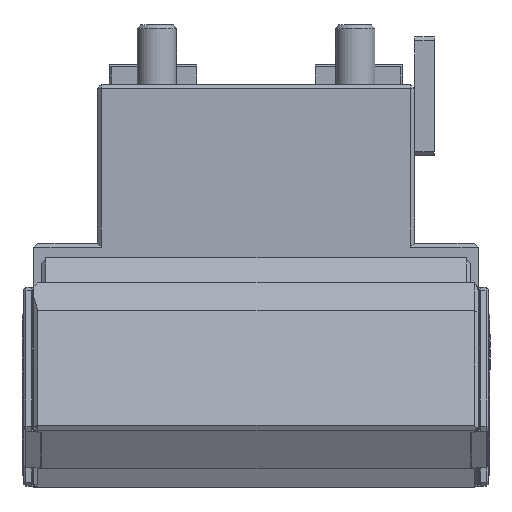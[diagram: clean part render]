
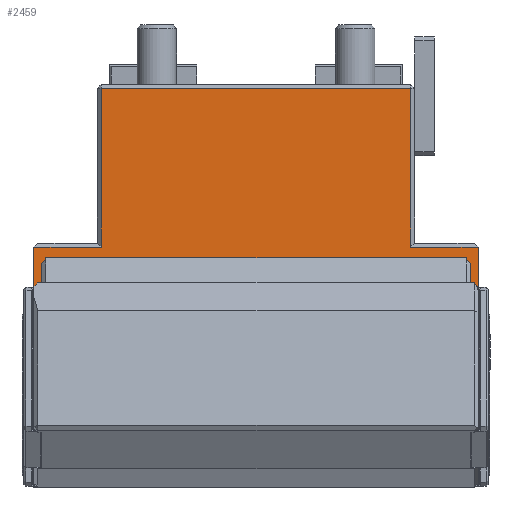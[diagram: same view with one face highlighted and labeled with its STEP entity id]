
A CAD part, front view. The second image highlights one B-rep face of the part: STEP entity #2459.
In plain terms, the highlighted planar face has unit normal (0, -1, 0).
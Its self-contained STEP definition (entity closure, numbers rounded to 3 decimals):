
#580=LINE('',#13299,#1410);
#585=LINE('',#13314,#1415);
#586=LINE('',#13316,#1416);
#593=LINE('',#13331,#1423);
#595=LINE('',#13337,#1425);
#597=LINE('',#13341,#1427);
#598=LINE('',#13343,#1428);
#661=LINE('',#13492,#1491);
#670=LINE('',#13518,#1500);
#696=LINE('',#13620,#1526);
#708=LINE('',#13646,#1538);
#809=LINE('',#13980,#1639);
#810=LINE('',#13982,#1640);
#811=LINE('',#13984,#1641);
#1410=VECTOR('',#9982,1.);
#1415=VECTOR('',#9999,1.);
#1416=VECTOR('',#10002,1.);
#1423=VECTOR('',#10015,1.);
#1425=VECTOR('',#10021,1.);
#1427=VECTOR('',#10025,1.);
#1428=VECTOR('',#10028,1.);
#1491=VECTOR('',#10155,1.);
#1500=VECTOR('',#10178,1.);
#1526=VECTOR('',#10274,1.);
#1538=VECTOR('',#10302,1.);
#1639=VECTOR('',#10635,1.);
#1640=VECTOR('',#10638,1.);
#1641=VECTOR('',#10639,1.);
#2459=ADVANCED_FACE('',(#3203),#2841,.F.);
#2841=PLANE('',#8792);
#3203=FACE_OUTER_BOUND('',#3666,.T.);
#3666=EDGE_LOOP('',(#5493,#5494,#5495,#5496,#5497,#5498,#5499,#5500,#5501,
#5502,#5503,#5504,#5505,#5506));
#5493=ORIENTED_EDGE('',*,*,#7523,.T.);
#5494=ORIENTED_EDGE('',*,*,#7521,.T.);
#5495=ORIENTED_EDGE('',*,*,#7675,.T.);
#5496=ORIENTED_EDGE('',*,*,#7840,.F.);
#5497=ORIENTED_EDGE('',*,*,#7841,.F.);
#5498=ORIENTED_EDGE('',*,*,#7842,.T.);
#5499=ORIENTED_EDGE('',*,*,#7524,.F.);
#5500=ORIENTED_EDGE('',*,*,#7609,.T.);
#5501=ORIENTED_EDGE('',*,*,#7661,.F.);
#5502=ORIENTED_EDGE('',*,*,#7597,.T.);
#5503=ORIENTED_EDGE('',*,*,#7518,.T.);
#5504=ORIENTED_EDGE('',*,*,#7509,.T.);
#5505=ORIENTED_EDGE('',*,*,#7508,.T.);
#5506=ORIENTED_EDGE('',*,*,#7501,.T.);
#6436=VERTEX_POINT('',#12869);
#6509=VERTEX_POINT('',#13107);
#6511=VERTEX_POINT('',#13113);
#6539=VERTEX_POINT('',#13208);
#6574=VERTEX_POINT('',#13313);
#6580=VERTEX_POINT('',#13332);
#6582=VERTEX_POINT('',#13338);
#6583=VERTEX_POINT('',#13344);
#6584=VERTEX_POINT('',#13345);
#6637=VERTEX_POINT('',#13493);
#6647=VERTEX_POINT('',#13519);
#6685=VERTEX_POINT('',#13645);
#6786=VERTEX_POINT('',#13979);
#6787=VERTEX_POINT('',#13983);
#7501=EDGE_CURVE('',#6509,#6511,#580,.T.);
#7508=EDGE_CURVE('',#6574,#6509,#585,.T.);
#7509=EDGE_CURVE('',#6436,#6574,#586,.T.);
#7518=EDGE_CURVE('',#6580,#6436,#593,.T.);
#7521=EDGE_CURVE('',#6582,#6539,#595,.T.);
#7523=EDGE_CURVE('',#6511,#6582,#597,.T.);
#7524=EDGE_CURVE('',#6583,#6584,#598,.T.);
#7597=EDGE_CURVE('',#6637,#6580,#661,.T.);
#7609=EDGE_CURVE('',#6583,#6647,#670,.T.);
#7661=EDGE_CURVE('',#6637,#6647,#696,.T.);
#7675=EDGE_CURVE('',#6539,#6685,#708,.T.);
#7840=EDGE_CURVE('',#6786,#6685,#809,.T.);
#7841=EDGE_CURVE('',#6787,#6786,#810,.T.);
#7842=EDGE_CURVE('',#6787,#6584,#811,.T.);
#8792=AXIS2_PLACEMENT_3D('',#13985,#10640,#10641);
#9982=DIRECTION('',(-1.,0.,0.));
#9999=DIRECTION('',(0.,0.,1.));
#10002=DIRECTION('',(-1.,0.,0.));
#10015=DIRECTION('',(0.,0.,1.));
#10021=DIRECTION('',(-1.,0.,0.));
#10025=DIRECTION('',(0.,0.,-1.));
#10028=DIRECTION('',(-1.,0.,0.));
#10155=DIRECTION('',(1.,0.,0.));
#10178=DIRECTION('',(0.577,0.,-0.816));
#10274=DIRECTION('',(0.,0.,1.));
#10302=DIRECTION('',(0.,0.,-1.));
#10635=DIRECTION('',(-1.,0.,0.));
#10638=DIRECTION('',(0.,0.,-1.));
#10639=DIRECTION('',(0.577,0.,0.816));
#10640=DIRECTION('',(0.,1.,0.));
#10641=DIRECTION('',(0.,0.,-1.));
#12869=CARTESIAN_POINT('',(16.,-42.,-41.));
#13107=CARTESIAN_POINT('',(-1.,-42.,-1.));
#13113=CARTESIAN_POINT('',(-79.,-42.,-1.));
#13208=CARTESIAN_POINT('',(-96.,-42.,-41.));
#13299=CARTESIAN_POINT('',(-80.,-42.,-1.));
#13313=CARTESIAN_POINT('',(-1.,-42.,-41.));
#13314=CARTESIAN_POINT('',(-1.,-42.,-43.7));
#13316=CARTESIAN_POINT('',(0.,-42.,-41.));
#13331=CARTESIAN_POINT('',(16.,-42.,-101.5));
#13332=CARTESIAN_POINT('',(16.,-42.,-53.296));
#13337=CARTESIAN_POINT('',(-96.,-42.,-41.));
#13338=CARTESIAN_POINT('',(-79.,-42.,-41.));
#13341=CARTESIAN_POINT('',(-79.,-42.,-43.7));
#13343=CARTESIAN_POINT('',(128.275,-42.,-43.7));
#13344=CARTESIAN_POINT('',(13.,-42.,-43.7));
#13345=CARTESIAN_POINT('',(-93.,-42.,-43.7));
#13492=CARTESIAN_POINT('',(14.,-42.,-53.296));
#13493=CARTESIAN_POINT('',(14.,-42.,-53.296));
#13518=CARTESIAN_POINT('',(51.425,-42.,-98.041));
#13519=CARTESIAN_POINT('',(14.,-42.,-45.114));
#13620=CARTESIAN_POINT('',(14.,-42.,-53.296));
#13645=CARTESIAN_POINT('',(-96.,-42.,-53.296));
#13646=CARTESIAN_POINT('',(-96.,-42.,-101.5));
#13979=CARTESIAN_POINT('',(-94.,-42.,-53.296));
#13980=CARTESIAN_POINT('',(-94.,-42.,-53.296));
#13982=CARTESIAN_POINT('',(-94.,-42.,-43.7));
#13983=CARTESIAN_POINT('',(-94.,-42.,-45.114));
#13984=CARTESIAN_POINT('',(-19.242,-42.,60.61));
#13985=CARTESIAN_POINT('',(128.275,-42.,-43.7));
